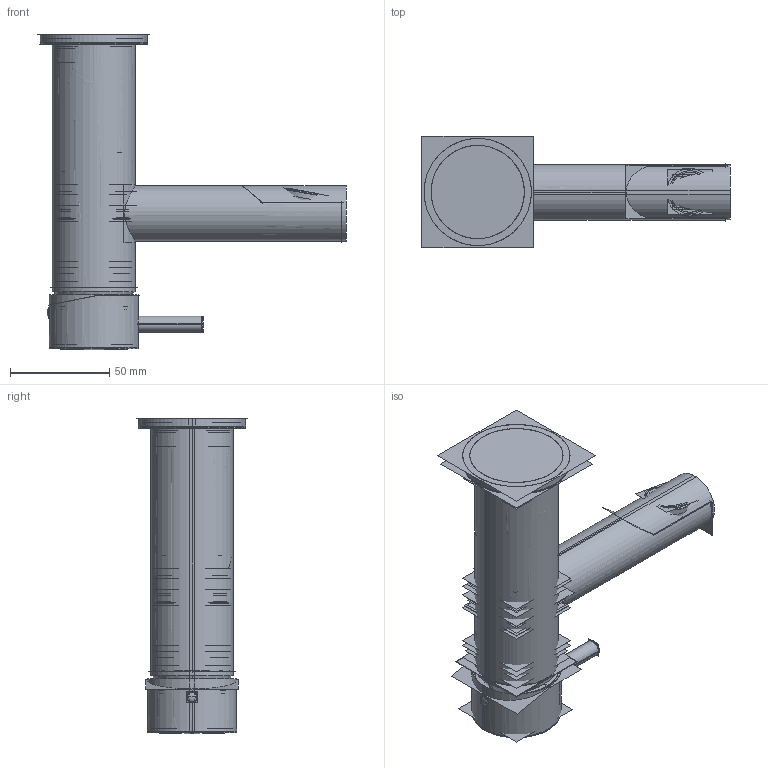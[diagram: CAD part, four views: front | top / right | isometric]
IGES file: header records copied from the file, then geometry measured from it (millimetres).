
Start section:  PTC IGES file: KL110DPC.igs
Global section: file name: KL110DPC.igs; native system: Pro/ENGINEER by Parametric Technology Corporation; preprocessor: 2009360; author: user33; organization: Unknown; date: 20200106.153424; units: millimetre
Bounding box: 155.32 x 56.28 x 158.79 mm (x, y, z)
Volume: 138636.7 mm3; surface area: 457486.3 mm2
Topology: 11 solids, 27 shells, 1304 faces, 6718 edges, 8594 vertices
Faces by surface type: revolution 834, bspline 470
